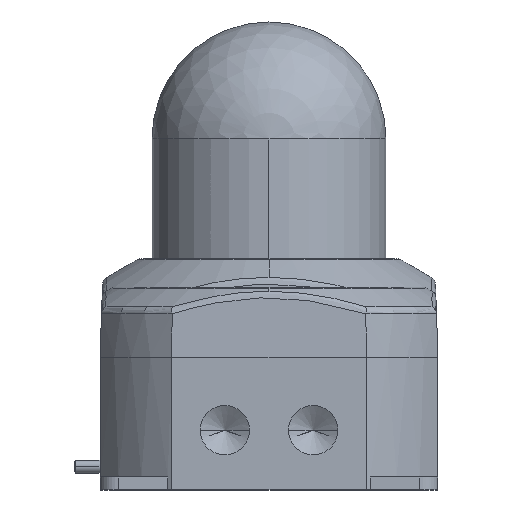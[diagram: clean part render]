
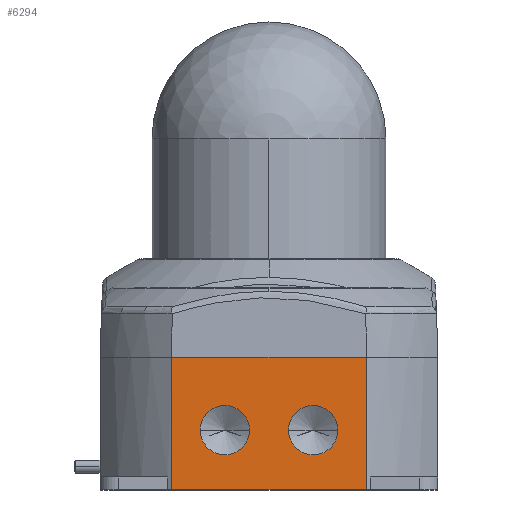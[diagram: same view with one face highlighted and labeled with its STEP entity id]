
A CAD part, front view. The second image highlights one B-rep face of the part: STEP entity #6294.
In plain terms, the highlighted planar face has unit normal (0, -1, 0).
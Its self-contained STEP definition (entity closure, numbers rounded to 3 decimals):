
#41 = CARTESIAN_POINT ( 'NONE',  ( 37.417, -328.4, -51. ) ) ;
#52 = DIRECTION ( 'NONE',  ( 0., -1., 0. ) ) ;
#126 = DIRECTION ( 'NONE',  ( 1., 0., 0. ) ) ;
#345 = CARTESIAN_POINT ( 'NONE',  ( 37.417, -328.4, 0. ) ) ;
#417 = CARTESIAN_POINT ( 'NONE',  ( -37.417, -328.4, -51. ) ) ;
#449 = EDGE_LOOP ( 'NONE', ( #2826, #2792 ) ) ;
#552 = CARTESIAN_POINT ( 'NONE',  ( -25., -328.4, -46. ) ) ;
#562 = CARTESIAN_POINT ( 'NONE',  ( 17., -328.4, -28. ) ) ;
#603 = CARTESIAN_POINT ( 'NONE',  ( -7.513, -328.4, -28. ) ) ;
#964 = VECTOR ( 'NONE', #4446, 1000. ) ;
#1025 = VECTOR ( 'NONE', #2014, 1000. ) ;
#1034 = FACE_BOUND ( 'NONE', #449, .T. ) ;
#1042 = DIRECTION ( 'NONE',  ( 1., 0., 0. ) ) ;
#1055 = VERTEX_POINT ( 'NONE', #345 ) ;
#1058 = EDGE_LOOP ( 'NONE', ( #5707, #5229, #1769, #1283 ) ) ;
#1197 = CARTESIAN_POINT ( 'NONE',  ( -37.417, -328.4, 0. ) ) ;
#1283 = ORIENTED_EDGE ( 'NONE', *, *, #4827, .F. ) ;
#1320 = VERTEX_POINT ( 'NONE', #1197 ) ;
#1358 = VERTEX_POINT ( 'NONE', #5678 ) ;
#1569 = EDGE_CURVE ( 'NONE', #6351, #5103, #3281, .T. ) ;
#1769 = ORIENTED_EDGE ( 'NONE', *, *, #5775, .F. ) ;
#1790 = LINE ( 'NONE', #3738, #4964 ) ;
#1948 = DIRECTION ( 'NONE',  ( 0., -1., 0. ) ) ;
#1969 = AXIS2_PLACEMENT_3D ( 'NONE', #562, #2523, #4485 ) ;
#2014 = DIRECTION ( 'NONE',  ( 0., 0., 1. ) ) ;
#2022 = DIRECTION ( 'NONE',  ( 1., 0., 0. ) ) ;
#2062 = ORIENTED_EDGE ( 'NONE', *, *, #4218, .F. ) ;
#2169 = EDGE_CURVE ( 'NONE', #5103, #6351, #5156, .T. ) ;
#2286 = ORIENTED_EDGE ( 'NONE', *, *, #3322, .F. ) ;
#2364 = CIRCLE ( 'NONE', #6025, 9.487 ) ;
#2371 = AXIS2_PLACEMENT_3D ( 'NONE', #4968, #52, #2022 ) ;
#2481 = CARTESIAN_POINT ( 'NONE',  ( -25., -328.4, -51. ) ) ;
#2513 = DIRECTION ( 'NONE',  ( 0., 1., 0. ) ) ;
#2523 = DIRECTION ( 'NONE',  ( 0., -1., 0. ) ) ;
#2572 = CARTESIAN_POINT ( 'NONE',  ( 17., -328.4, -28. ) ) ;
#2585 = VECTOR ( 'NONE', #1042, 1000. ) ;
#2686 = EDGE_CURVE ( 'NONE', #2737, #1055, #4457, .T. ) ;
#2737 = VERTEX_POINT ( 'NONE', #3033 ) ;
#2792 = ORIENTED_EDGE ( 'NONE', *, *, #2169, .F. ) ;
#2826 = ORIENTED_EDGE ( 'NONE', *, *, #1569, .F. ) ;
#2995 = FACE_BOUND ( 'NONE', #4891, .T. ) ;
#3033 = CARTESIAN_POINT ( 'NONE',  ( 37.417, -328.4, -51. ) ) ;
#3281 = CIRCLE ( 'NONE', #5255, 9.487 ) ;
#3322 = EDGE_CURVE ( 'NONE', #1358, #4826, #2364, .T. ) ;
#3477 = LINE ( 'NONE', #5479, #2585 ) ;
#3738 = CARTESIAN_POINT ( 'NONE',  ( -37.417, -328.4, -51. ) ) ;
#3757 = VERTEX_POINT ( 'NONE', #417 ) ;
#3898 = DIRECTION ( 'NONE',  ( 1., 0., 0. ) ) ;
#4218 = EDGE_CURVE ( 'NONE', #4826, #1358, #4734, .T. ) ;
#4446 = DIRECTION ( 'NONE',  ( 1., 0., 0. ) ) ;
#4457 = LINE ( 'NONE', #41, #1025 ) ;
#4476 = DIRECTION ( 'NONE',  ( -1., 0., 0. ) ) ;
#4485 = DIRECTION ( 'NONE',  ( 1., 0., 0. ) ) ;
#4540 = DIRECTION ( 'NONE',  ( 0., -1., 0. ) ) ;
#4734 = CIRCLE ( 'NONE', #1969, 9.487 ) ;
#4827 = EDGE_CURVE ( 'NONE', #3757, #1320, #1790, .T. ) ;
#4826 = VERTEX_POINT ( 'NONE', #6261 ) ;
#4891 = EDGE_LOOP ( 'NONE', ( #2286, #2062 ) ) ;
#4964 = VECTOR ( 'NONE', #5761, 1000. ) ;
#4968 = CARTESIAN_POINT ( 'NONE',  ( -17., -328.4, -28. ) ) ;
#4979 = PLANE ( 'NONE',  #5401 ) ;
#5103 = VERTEX_POINT ( 'NONE', #5475 ) ;
#5156 = CIRCLE ( 'NONE', #2371, 9.487 ) ;
#5229 = ORIENTED_EDGE ( 'NONE', *, *, #2686, .T. ) ;
#5255 = AXIS2_PLACEMENT_3D ( 'NONE', #6423, #1948, #3898 ) ;
#5401 = AXIS2_PLACEMENT_3D ( 'NONE', #552, #2513, #4476 ) ;
#5439 = LINE ( 'NONE', #2481, #964 ) ;
#5470 = FACE_OUTER_BOUND ( 'NONE', #1058, .T. ) ;
#5475 = CARTESIAN_POINT ( 'NONE',  ( -26.487, -328.4, -28. ) ) ;
#5479 = CARTESIAN_POINT ( 'NONE',  ( 37.417, -328.4, 0. ) ) ;
#5678 = CARTESIAN_POINT ( 'NONE',  ( 26.487, -328.4, -28. ) ) ;
#5707 = ORIENTED_EDGE ( 'NONE', *, *, #6260, .T. ) ;
#5761 = DIRECTION ( 'NONE',  ( 0., 0., 1. ) ) ;
#5775 = EDGE_CURVE ( 'NONE', #1320, #1055, #3477, .T. ) ;
#6025 = AXIS2_PLACEMENT_3D ( 'NONE', #2572, #4540, #126 ) ;
#6260 = EDGE_CURVE ( 'NONE', #3757, #2737, #5439, .T. ) ;
#6261 = CARTESIAN_POINT ( 'NONE',  ( 7.513, -328.4, -28. ) ) ;
#6294 = ADVANCED_FACE ( 'NONE', ( #5470, #1034, #2995 ), #4979, .F. ) ;
#6351 = VERTEX_POINT ( 'NONE', #603 ) ;
#6423 = CARTESIAN_POINT ( 'NONE',  ( -17., -328.4, -28. ) ) ;
